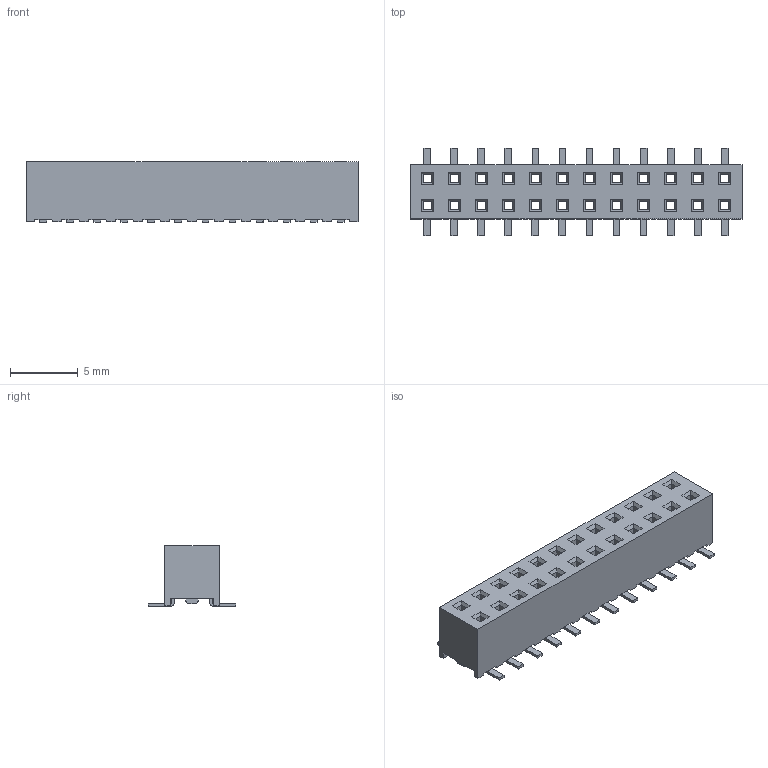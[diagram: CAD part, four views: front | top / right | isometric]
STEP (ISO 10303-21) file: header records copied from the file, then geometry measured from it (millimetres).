
FILE_DESCRIPTION((''),'2;1');
FILE_NAME('SAMTEC_MMS-112-02-L-DV-K.stp','2015-02-10T11:58:06',(''),(''),'Mechanical Desktop 2011','Mechanical Desktop 2011',', , ');
FILE_SCHEMA(('AUTOMOTIVE_DESIGN { 1 2 10303 214 1 1 1 1 }'));
Length unit declared in the file: millimetre
Products named in the file (1): Product
Bounding box: 24.55 x 6.44 x 4.5 mm (x, y, z)
Volume: 367.6 mm3; surface area: 818.8 mm2
Topology: 26 solids, 26 shells, 594 faces, 1538 edges, 1004 vertices
Faces by surface type: plane 544, cylinder 50
Entity records: 17835 total; most frequent: CARTESIAN_POINT 3141, ORIENTED_EDGE 3060, DIRECTION 2828, EDGE_CURVE 1530, VECTOR 1430, LINE 1430, VERTEX_POINT 988, AXIS2_PLACEMENT_3D 699
